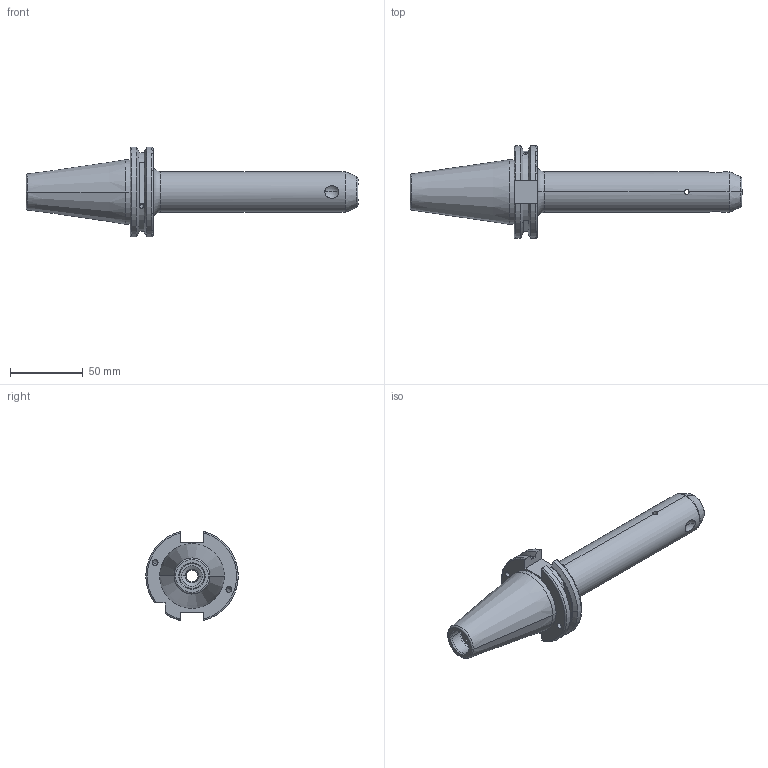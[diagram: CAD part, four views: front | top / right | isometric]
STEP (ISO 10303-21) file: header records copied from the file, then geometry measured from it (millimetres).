
FILE_DESCRIPTION (( 'STEP AP203' ), '1' );
FILE_NAME ('91406-WK208160.STEP', '2019-11-29T06:31:45', ( '' ), ( '' ), 'SwSTEP 2.0', 'SolidWorks 2018', '' );
FILE_SCHEMA (( 'CONFIG_CONTROL_DESIGN' ));
Length unit declared in the file: millimetre
Products named in the file (1): 91406-WK208160
Bounding box: 228.4 x 63.55 x 61.48 mm (x, y, z)
Volume: 178597.6 mm3; surface area: 37387.3 mm2
Topology: 1 solids, 1 shells, 124 faces, 315 edges, 198 vertices
Faces by surface type: cylinder 48, plane 32, cone 20, torus 18, bspline 4, sphere 2
Entity records: 4689 total; most frequent: CARTESIAN_POINT 1612, ORIENTED_EDGE 630, DIRECTION 626, EDGE_CURVE 315, AXIS2_PLACEMENT_3D 252, VERTEX_POINT 198, EDGE_LOOP 149, CIRCLE 131
